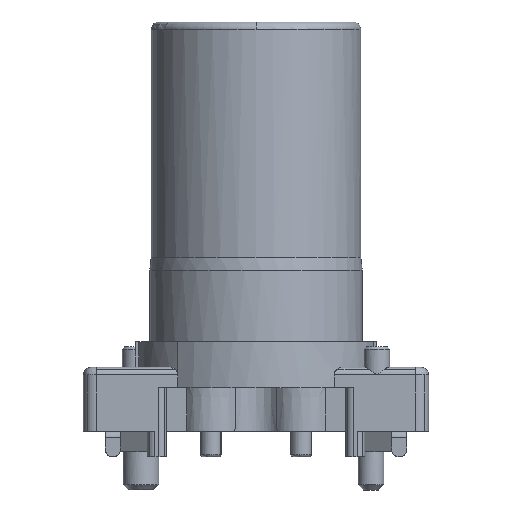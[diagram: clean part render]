
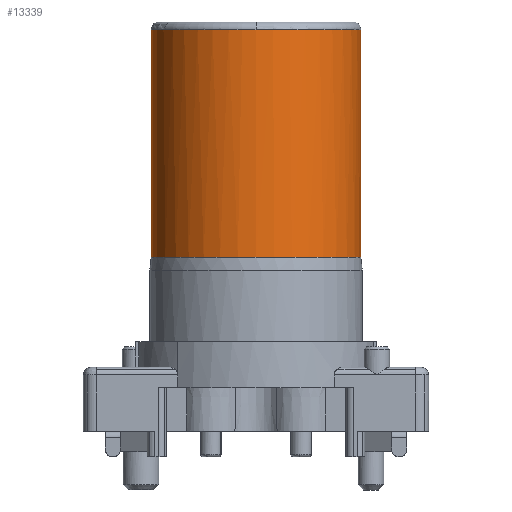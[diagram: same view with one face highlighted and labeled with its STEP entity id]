
A CAD part, front view. The second image highlights one B-rep face of the part: STEP entity #13339.
In plain terms, the highlighted cylindrical face has radius 4.1 mm (diameter 8.2 mm), a partial arc.
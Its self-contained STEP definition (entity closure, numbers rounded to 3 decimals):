
#11052=AXIS2_PLACEMENT_3D('Circle Axis2P3D',#11050,#11051,$) ;
#13298=AXIS2_PLACEMENT_3D('Cylinder Axis2P3D',#13295,#13296,#13297) ;
#11040=CARTESIAN_POINT('Vertex',(2.65,4.725,9.1)) ;
#11047=CARTESIAN_POINT('Vertex',(10.85,4.725,9.1)) ;
#11050=CARTESIAN_POINT('Axis2P3D Location',(6.75,4.725,9.1)) ;
#13295=CARTESIAN_POINT('Axis2P3D Location',(6.75,4.725,5.8)) ;
#13300=CARTESIAN_POINT('Line Origine',(10.85,4.725,5.8)) ;
#13304=CARTESIAN_POINT('Vertex',(10.85,4.725,18.)) ;
#13308=CARTESIAN_POINT('Control Point',(6.75,0.625,18.)) ;
#13309=CARTESIAN_POINT('Control Point',(8.038,0.625,18.)) ;
#13310=CARTESIAN_POINT('Control Point',(9.327,1.129,18.)) ;
#13311=CARTESIAN_POINT('Control Point',(10.346,2.148,18.)) ;
#13312=CARTESIAN_POINT('Control Point',(10.85,3.437,18.)) ;
#13313=CARTESIAN_POINT('Control Point',(10.85,4.725,18.)) ;
#13314=CARTESIAN_POINT('Vertex',(6.75,0.625,18.)) ;
#13318=CARTESIAN_POINT('Control Point',(2.65,4.725,18.)) ;
#13319=CARTESIAN_POINT('Control Point',(2.65,3.437,18.)) ;
#13320=CARTESIAN_POINT('Control Point',(3.154,2.148,18.)) ;
#13321=CARTESIAN_POINT('Control Point',(4.173,1.129,18.)) ;
#13322=CARTESIAN_POINT('Control Point',(5.462,0.625,18.)) ;
#13323=CARTESIAN_POINT('Control Point',(6.75,0.625,18.)) ;
#13324=CARTESIAN_POINT('Vertex',(2.65,4.725,18.)) ;
#13327=CARTESIAN_POINT('Line Origine',(2.65,4.725,5.8)) ;
#11051=DIRECTION('Axis2P3D Direction',(0.,0.,-1.)) ;
#13296=DIRECTION('Axis2P3D Direction',(0.,0.,1.)) ;
#13297=DIRECTION('Axis2P3D XDirection',(-1.,0.,0.)) ;
#13301=DIRECTION('Vector Direction',(0.,0.,1.)) ;
#13328=DIRECTION('Vector Direction',(0.,0.,1.)) ;
#13302=VECTOR('Line Direction',#13301,1.) ;
#13329=VECTOR('Line Direction',#13328,1.) ;
#13333=ORIENTED_EDGE('',*,*,#13306,.F.) ;
#13334=ORIENTED_EDGE('',*,*,#13316,.F.) ;
#13335=ORIENTED_EDGE('',*,*,#13326,.F.) ;
#13336=ORIENTED_EDGE('',*,*,#13331,.F.) ;
#13337=ORIENTED_EDGE('',*,*,#11054,.T.) ;
#13339=ADVANCED_FACE('Hauptk\X2\00F6\X0\rper',(#13338),#13299,.T.) ;
#13307=B_SPLINE_CURVE_WITH_KNOTS('',5,(#13308,#13309,#13310,#13311,#13312,#13313),.UNSPECIFIED.,.F.,.U.,(6,6),(0.,6.44),.UNSPECIFIED.) ;
#13317=B_SPLINE_CURVE_WITH_KNOTS('',5,(#13318,#13319,#13320,#13321,#13322,#13323),.UNSPECIFIED.,.F.,.U.,(6,6),(-6.44,0.),.UNSPECIFIED.) ;
#11053=CIRCLE('generated circle',#11052,4.1) ;
#13299=CYLINDRICAL_SURFACE('generated cylinder',#13298,4.1) ;
#11054=EDGE_CURVE('',#11041,#11048,#11053,.F.) ;
#13306=EDGE_CURVE('',#13305,#11048,#13303,.F.) ;
#13316=EDGE_CURVE('',#13315,#13305,#13307,.T.) ;
#13326=EDGE_CURVE('',#13325,#13315,#13317,.T.) ;
#13331=EDGE_CURVE('',#11041,#13325,#13330,.T.) ;
#13332=EDGE_LOOP('',(#13333,#13334,#13335,#13336,#13337)) ;
#13338=FACE_OUTER_BOUND('',#13332,.T.) ;
#13303=LINE('Line',#13300,#13302) ;
#13330=LINE('Line',#13327,#13329) ;
#11041=VERTEX_POINT('',#11040) ;
#11048=VERTEX_POINT('',#11047) ;
#13305=VERTEX_POINT('',#13304) ;
#13315=VERTEX_POINT('',#13314) ;
#13325=VERTEX_POINT('',#13324) ;
